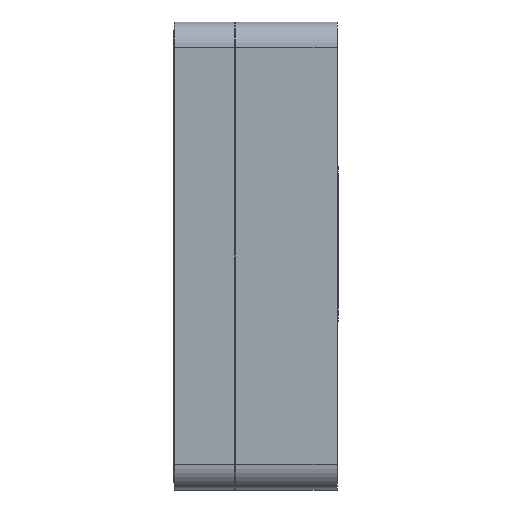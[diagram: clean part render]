
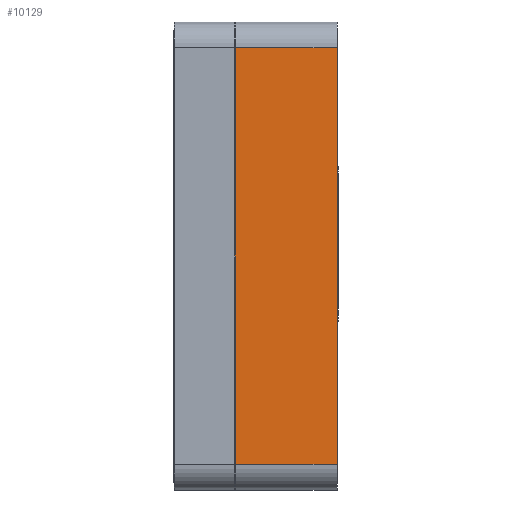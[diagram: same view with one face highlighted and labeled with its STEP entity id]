
A CAD part, left-side view. The second image highlights one B-rep face of the part: STEP entity #10129.
In plain terms, the highlighted planar face has unit normal (-1, 0, 0).
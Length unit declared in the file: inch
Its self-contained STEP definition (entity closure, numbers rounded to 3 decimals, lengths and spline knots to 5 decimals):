
#291 = DIRECTION ( 'NONE',  ( 0., -1., 0. ) ) ;
#1174 = EDGE_CURVE ( 'Defeatured_0_566+Defeatured_0_561+Defeatured_0_565+Defeatured_0_567', #3108, #21698, #10130, .T. ) ;
#1281 = CARTESIAN_POINT ( 'NONE',  ( -1.2795, -0.5225, 2.014 ) ) ;
#2025 = VECTOR ( 'NONE', #28381, 39.37008 ) ;
#2439 = VECTOR ( 'NONE', #10301, 39.37008 ) ;
#3044 = CARTESIAN_POINT ( 'NONE',  ( -1.2795, -0.06, 2.264 ) ) ;
#3108 = VERTEX_POINT ( 'NONE', #26899 ) ;
#6973 = DIRECTION ( 'NONE',  ( -1., 0., 0. ) ) ;
#8277 = CARTESIAN_POINT ( 'NONE',  ( -1.2795, -0.06, -2.014 ) ) ;
#9141 = VECTOR ( 'NONE', #291, 39.37008 ) ;
#9173 = FACE_OUTER_BOUND ( 'NONE', #19369, .T. ) ;
#10077 = ORIENTED_EDGE ( 'NONE', *, *, #26990, .T. ) ;
#10129 = ADVANCED_FACE ( 'Defeatured_0_566', ( #9173 ), #18292, .T. ) ;
#10130 = LINE ( 'NONE', #19272, #2025 ) ;
#10301 = DIRECTION ( 'NONE',  ( 0., -1., 0. ) ) ;
#11531 = LINE ( 'NONE', #20668, #9141 ) ;
#12063 = DIRECTION ( 'NONE',  ( 0., 0., 1. ) ) ;
#14343 = VERTEX_POINT ( 'NONE', #8277 ) ;
#15380 = CARTESIAN_POINT ( 'NONE',  ( -1.2795, -0.06, 2.014 ) ) ;
#16053 = DIRECTION ( 'NONE',  ( 0., 0., -1. ) ) ;
#16578 = AXIS2_PLACEMENT_3D ( 'NONE', #27427, #6973, #16053 ) ;
#17390 = ORIENTED_EDGE ( 'NONE', *, *, #18295, .F. ) ;
#18292 = PLANE ( 'NONE',  #16578 ) ;
#18295 = EDGE_CURVE ( 'Defeatured_0_572+Defeatured_0_566+Defeatured_0_573+Defeatured_0_571', #14343, #20025, #23457, .T. ) ;
#19272 = CARTESIAN_POINT ( 'NONE',  ( -1.2795, -1.045, 0. ) ) ;
#19369 = EDGE_LOOP ( 'NONE', ( #17390, #10077, #19629, #24479 ) ) ;
#19629 = ORIENTED_EDGE ( 'NONE', *, *, #1174, .T. ) ;
#20025 = VERTEX_POINT ( 'NONE', #15380 ) ;
#20668 = CARTESIAN_POINT ( 'NONE',  ( -1.2795, -0.5225, -2.014 ) ) ;
#21686 = LINE ( 'NONE', #1281, #2439 ) ;
#21698 = VERTEX_POINT ( 'NONE', #26276 ) ;
#23457 = LINE ( 'NONE', #3044, #26790 ) ;
#24135 = EDGE_CURVE ( 'Defeatured_0_567+Defeatured_0_566+Defeatured_0_571+Defeatured_0_561', #20025, #21698, #21686, .T. ) ;
#24479 = ORIENTED_EDGE ( 'NONE', *, *, #24135, .F. ) ;
#26276 = CARTESIAN_POINT ( 'NONE',  ( -1.2795, -1.045, 2.014 ) ) ;
#26790 = VECTOR ( 'NONE', #12063, 39.37008 ) ;
#26899 = CARTESIAN_POINT ( 'NONE',  ( -1.2795, -1.045, -2.014 ) ) ;
#26990 = EDGE_CURVE ( 'Defeatured_0_566+Defeatured_0_565+Defeatured_0_572+Defeatured_0_561', #14343, #3108, #11531, .T. ) ;
#27427 = CARTESIAN_POINT ( 'NONE',  ( -1.2795, 0., 2.264 ) ) ;
#28381 = DIRECTION ( 'NONE',  ( 0., 0., 1. ) ) ;
